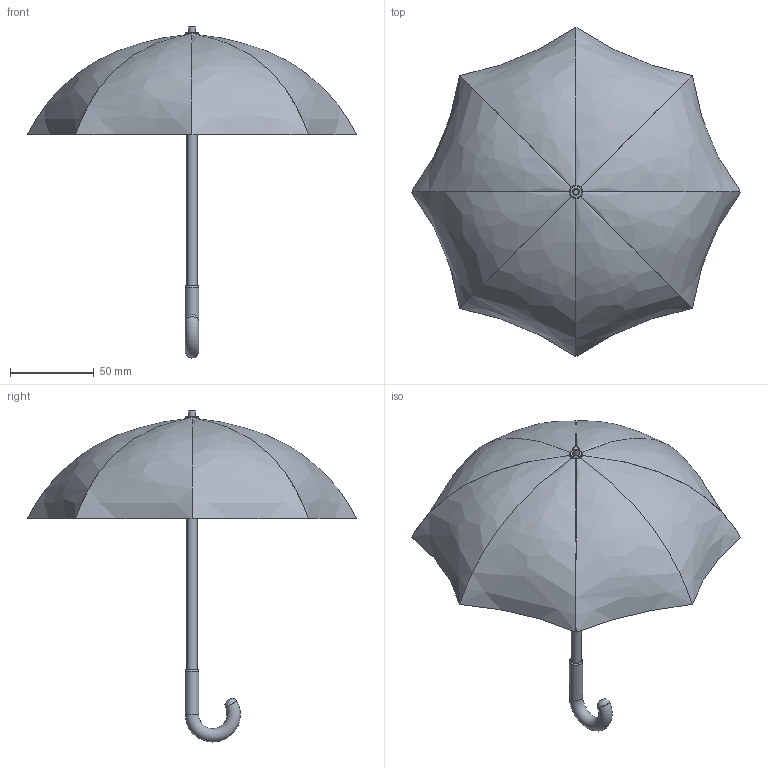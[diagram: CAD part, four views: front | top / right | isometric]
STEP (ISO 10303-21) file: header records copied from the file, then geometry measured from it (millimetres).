
FILE_DESCRIPTION(('FreeCAD Model'),'2;1');
FILE_NAME('Open CASCADE Shape Model','2024-06-13T11:57:09',(''),(''), 'Open CASCADE STEP processor 7.6','FreeCAD','Unknown');
FILE_SCHEMA(('AUTOMOTIVE_DESIGN { 1 0 10303 214 1 1 1 1 }'));
Length unit declared in the file: millimetre
Products named in the file (5): _11_Umbrella_8; Fusion_unbrella_body; Fillet003_Holder; Fusion001_Tip_Top; Fillet004_Support_Top
Assembly tree (4 placements, depth 2):
  _11_Umbrella_8
    Fusion_unbrella_body
    Fillet003_Holder
    Fusion001_Tip_Top
    Fillet004_Support_Top
Bounding box: 196.45 x 196.45 x 198.1 mm (x, y, z)
Volume: 270319.4 mm3; surface area: 88091.3 mm2
Topology: 7 solids, 7 shells, 54 faces, 99 edges, 63 vertices
Faces by surface type: bspline 25, plane 18, cylinder 6, torus 5
Full cylindrical faces by diameter (mm): 4 x1, 6 x2, 8 x2, 16 x1
Entity records: 6662 total; most frequent: CARTESIAN_POINT 4759, DIRECTION 219, ORIENTED_EDGE 198, PCURVE 198, DEFINITIONAL_REPRESENTATION 198, B_SPLINE_CURVE_WITH_KNOTS 163, EDGE_CURVE 99, LINE 96
